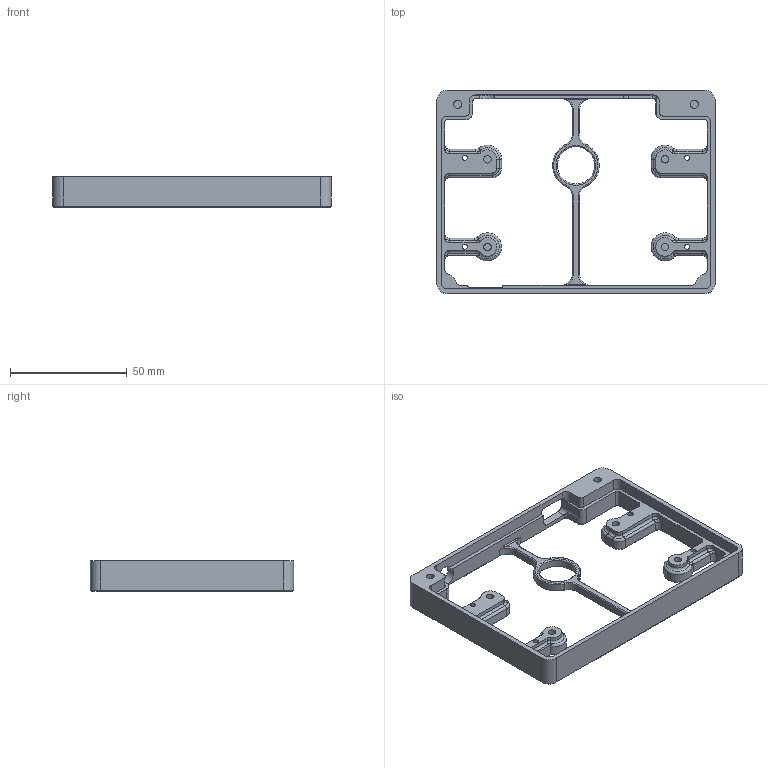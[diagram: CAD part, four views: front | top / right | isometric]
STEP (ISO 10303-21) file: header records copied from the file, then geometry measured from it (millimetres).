
FILE_DESCRIPTION(/* description */ (''),/* implementation_level */ '2;1');
FILE_NAME(/* name */ 'case-right.step',/* time_stamp */ '2019-09-09T12:32:18+02:00',/* author */ (''),/* organization */ (''),/* preprocessor_version */ 'ST-DEVELOPER v18',/* originating_system */ 'Autodesk Translation Framework v8.6.0.1094',/* authorisation */ '');
FILE_SCHEMA (('AUTOMOTIVE_DESIGN { 1 0 10303 214 3 1 1 }'));
Length unit declared in the file: millimetre
Products named in the file (1): Case-right
Bounding box: 119.25 x 87 x 13.1 mm (x, y, z)
Volume: 25433.9 mm3; surface area: 19040.4 mm2
Topology: 1 solids, 1 shells, 416 faces, 997 edges, 579 vertices
Faces by surface type: plane 183, cylinder 119, cone 54, torus 35, bspline 25
Full cylindrical faces by diameter (mm): 2.2 x4, 3.2 x4, 3.4 x2, 8 x1, 16 x1
Entity records: 12560 total; most frequent: CARTESIAN_POINT 2896, DIRECTION 2071, ORIENTED_EDGE 1968, EDGE_CURVE 984, AXIS2_PLACEMENT_3D 737, LINE 597, VECTOR 597, VERTEX_POINT 579
